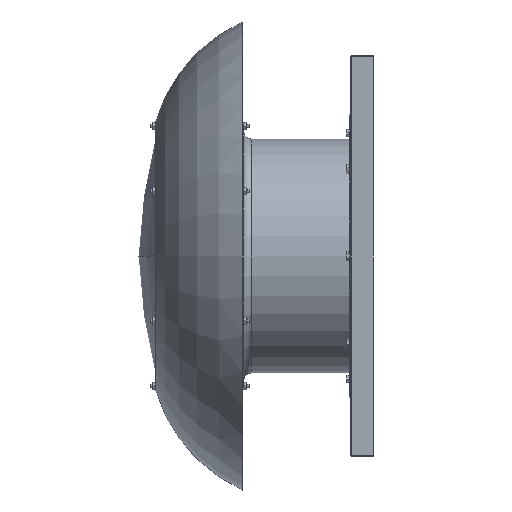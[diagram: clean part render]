
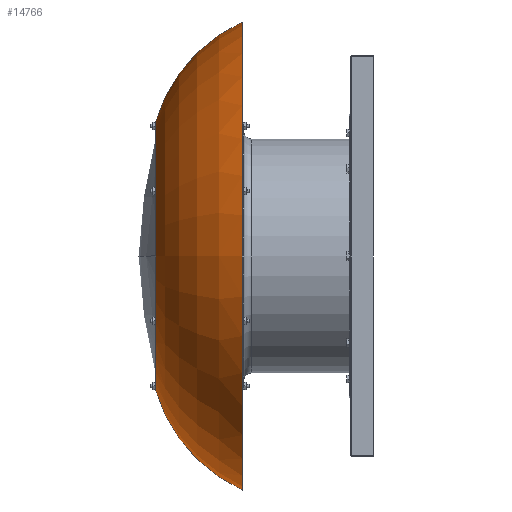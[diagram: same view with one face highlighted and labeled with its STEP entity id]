
A CAD part, left-side view. The second image highlights one B-rep face of the part: STEP entity #14766.
In plain terms, the highlighted toroidal (fillet/blend) face has major radius 159.878 mm and minor radius 281.5 mm.
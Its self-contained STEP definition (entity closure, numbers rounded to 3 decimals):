
#169 = DIRECTION ( 'NONE',  ( 0., 0., 1. ) ) ;
#170 = DIRECTION ( 'NONE',  ( -1., 0., 0. ) ) ;
#171 = CARTESIAN_POINT ( 'NONE',  ( 0., 77.019, -159.878 ) ) ;
#172 = AXIS2_PLACEMENT_3D ( 'NONE', #171, #170, #169 ) ;
#173 = CIRCLE ( 'NONE', #172, 281.5 ) ;
#209 = CARTESIAN_POINT ( 'NONE',  ( 0., 193.018, 416.367 ) ) ;
#210 = CARTESIAN_POINT ( 'NONE',  ( 0., 347.4, 238.213 ) ) ;
#216 = CARTESIAN_POINT ( 'NONE',  ( 0., 347.4, -238.213 ) ) ;
#252 = CARTESIAN_POINT ( 'NONE',  ( 0., 193.018, -416.367 ) ) ;
#328 = DIRECTION ( 'NONE',  ( 0., 0., -1. ) ) ;
#329 = DIRECTION ( 'NONE',  ( 1., 0., 0. ) ) ;
#330 = CARTESIAN_POINT ( 'NONE',  ( 0., 77.019, 159.878 ) ) ;
#331 = AXIS2_PLACEMENT_3D ( 'NONE', #330, #329, #328 ) ;
#332 = CIRCLE ( 'NONE', #331, 281.5 ) ;
#1886 = CIRCLE ( 'NONE', #1947, 238.213 ) ;
#1891 = CARTESIAN_POINT ( 'NONE',  ( 0., 347.4, 0. ) ) ;
#1945 = DIRECTION ( 'NONE',  ( 0., 0., -1. ) ) ;
#1946 = DIRECTION ( 'NONE',  ( 0., -1., 0. ) ) ;
#1947 = AXIS2_PLACEMENT_3D ( 'NONE', #1891, #1946, #1945 ) ;
#1952 = DIRECTION ( 'NONE',  ( 0., 0., -1. ) ) ;
#1953 = DIRECTION ( 'NONE',  ( 0., -1., 0. ) ) ;
#1954 = CARTESIAN_POINT ( 'NONE',  ( 0., 193.018, 0. ) ) ;
#1955 = AXIS2_PLACEMENT_3D ( 'NONE', #1954, #1953, #1952 ) ;
#1957 = DIRECTION ( 'NONE',  ( 0., 0., -1. ) ) ;
#1958 = DIRECTION ( 'NONE',  ( 0., -1., 0. ) ) ;
#1959 = CARTESIAN_POINT ( 'NONE',  ( 0., 77.019, 0. ) ) ;
#1960 = AXIS2_PLACEMENT_3D ( 'NONE', #1959, #1958, #1957 ) ;
#1961 = CIRCLE ( 'NONE', #1955, 416.367 ) ;
#1962 = TOROIDAL_SURFACE ( 'NONE', #1960, 159.878, 281.5 ) ;
#1963 = FACE_OUTER_BOUND ( 'NONE', #14767, .T. ) ;
#13708 = EDGE_CURVE ( 'NONE', #13724, #13738, #173, .T. ) ;
#13724 = VERTEX_POINT ( 'NONE', #216 ) ;
#13726 = VERTEX_POINT ( 'NONE', #210 ) ;
#13727 = VERTEX_POINT ( 'NONE', #209 ) ;
#13738 = VERTEX_POINT ( 'NONE', #252 ) ;
#13787 = EDGE_CURVE ( 'NONE', #13726, #13727, #332, .T. ) ;
#14734 = EDGE_CURVE ( 'NONE', #13726, #13724, #1886, .T. ) ;
#14766 = ADVANCED_FACE ( 'NONE', ( #1963 ), #1962, .T. ) ;
#14767 = EDGE_LOOP ( 'NONE', ( #14768, #14769, #14770, #14771 ) ) ;
#14768 = ORIENTED_EDGE ( 'NONE', *, *, #13787, .F. ) ;
#14769 = ORIENTED_EDGE ( 'NONE', *, *, #14734, .T. ) ;
#14770 = ORIENTED_EDGE ( 'NONE', *, *, #13708, .T. ) ;
#14771 = ORIENTED_EDGE ( 'NONE', *, *, #14772, .F. ) ;
#14772 = EDGE_CURVE ( 'NONE', #13727, #13738, #1961, .T. ) ;
